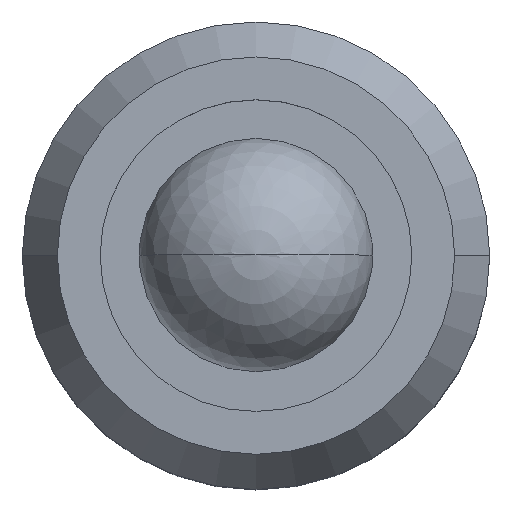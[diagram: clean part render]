
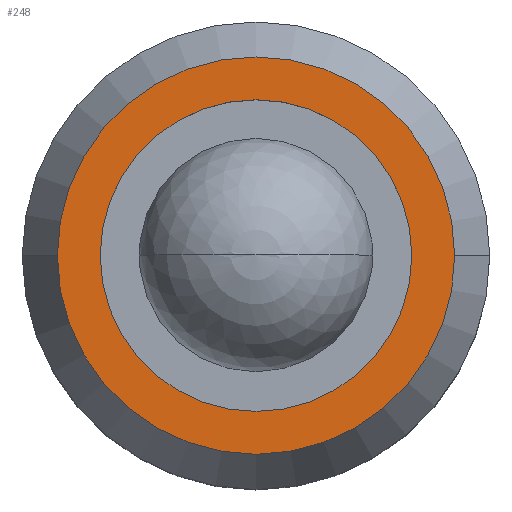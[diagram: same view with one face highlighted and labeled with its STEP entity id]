
A CAD part, top view. The second image highlights one B-rep face of the part: STEP entity #248.
In plain terms, the highlighted planar face has unit normal (0, 0, 1).
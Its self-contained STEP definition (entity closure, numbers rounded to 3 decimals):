
#160=VERTEX_POINT('',#377);
#186=VERTEX_POINT('',#407);
#206=EDGE_CURVE('',#286,#278,#429,.T.);
#240=EDGE_CURVE('',#278,#286,#468,.T.);
#248=ADVANCED_FACE('',(#476,#477),#478,.T.);
#278=VERTEX_POINT('',#512);
#286=VERTEX_POINT('',#522);
#318=EDGE_CURVE('',#160,#186,#557,.T.);
#322=EDGE_CURVE('',#186,#160,#562,.T.);
#377=CARTESIAN_POINT('',(4.0,0.,0.));
#407=CARTESIAN_POINT('',(-4.0,0.,0.));
#429=CIRCLE('',#685,5.1);
#468=CIRCLE('',#732,5.1);
#476=FACE_OUTER_BOUND('',#744,.T.);
#477=FACE_BOUND('',#745,.T.);
#478=PLANE('',#746);
#512=CARTESIAN_POINT('',(5.1,0.,0.));
#522=CARTESIAN_POINT('',(-5.1,0.,0.));
#557=CIRCLE('',#846,4.0);
#562=CIRCLE('',#852,4.0);
#685=AXIS2_PLACEMENT_3D('',#965,#966,#967);
#732=AXIS2_PLACEMENT_3D('',#1017,#1018,#1019);
#744=EDGE_LOOP('',(#1028,#1029));
#745=EDGE_LOOP('',(#1030,#1031));
#746=AXIS2_PLACEMENT_3D('',#1032,#1033,#1034);
#846=AXIS2_PLACEMENT_3D('',#1126,#1127,#1128);
#852=AXIS2_PLACEMENT_3D('',#1137,#1138,#1139);
#965=CARTESIAN_POINT('',(0.,0.,0.));
#966=DIRECTION('',(0.0,0.0,1.0));
#967=DIRECTION('',(-1.0,0.,0.0));
#1017=CARTESIAN_POINT('',(0.,0.,0.));
#1018=DIRECTION('',(0.0,0.0,1.0));
#1019=DIRECTION('',(-1.0,0.,0.0));
#1028=ORIENTED_EDGE('',*,*,#206,.T.);
#1029=ORIENTED_EDGE('',*,*,#240,.T.);
#1030=ORIENTED_EDGE('',*,*,#322,.F.);
#1031=ORIENTED_EDGE('',*,*,#318,.F.);
#1032=CARTESIAN_POINT('',(-4.55,0.,0.));
#1033=DIRECTION('',(0.0,0.0,1.0));
#1034=DIRECTION('',(-1.0,0.,0.0));
#1126=CARTESIAN_POINT('',(0.,0.,0.));
#1127=DIRECTION('',(0.0,0.0,1.0));
#1128=DIRECTION('',(-1.0,0.,0.0));
#1137=CARTESIAN_POINT('',(0.,0.,0.));
#1138=DIRECTION('',(0.0,0.0,1.0));
#1139=DIRECTION('',(-1.0,0.,0.0));
